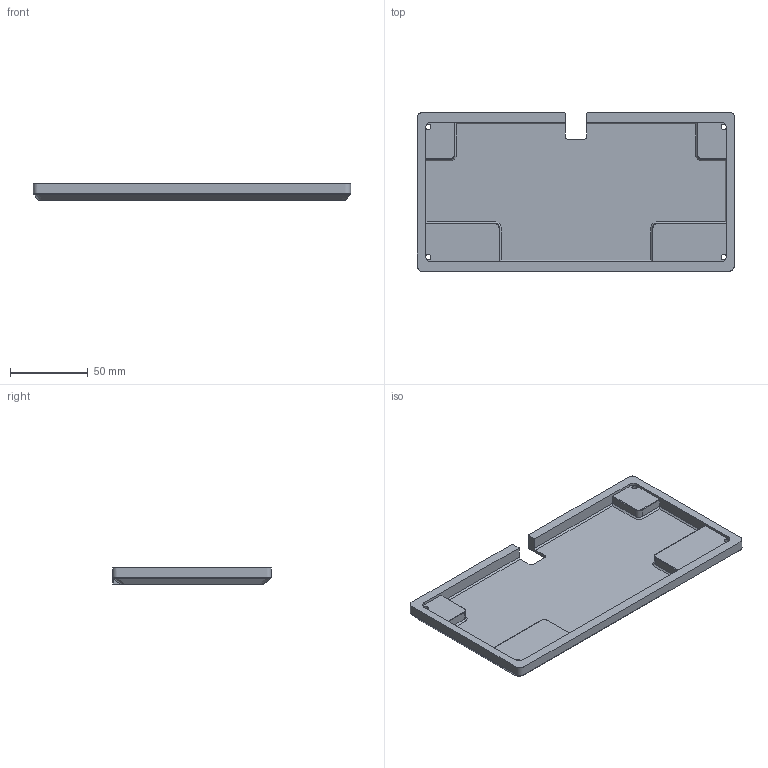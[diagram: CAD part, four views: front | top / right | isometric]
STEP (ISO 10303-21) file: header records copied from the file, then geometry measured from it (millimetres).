
FILE_DESCRIPTION(/* description */ (''),/* implementation_level */ '2;1');
FILE_NAME(/* name */ 'bottom.step',/* time_stamp */ '2025-06-22T22:45:23+02:00',/* author */ (''),/* organization */ (''),/* preprocessor_version */ 'ST-DEVELOPER v20.1',/* originating_system */ 'Autodesk Translation Framework v14.10.0.0',/* authorisation */ '');
FILE_SCHEMA (('AUTOMOTIVE_DESIGN { 1 0 10303 214 3 1 1 }'));
Length unit declared in the file: millimetre
Products named in the file (1): zodjöd case 1
Bounding box: 203.45 x 101.72 x 10.3 mm (x, y, z)
Volume: 76884.5 mm3; surface area: 50245 mm2
Topology: 1 solids, 1 shells, 148 faces, 364 edges, 224 vertices
Faces by surface type: plane 76, cylinder 26, cone 24, bspline 22
Full cylindrical faces by diameter (mm): 3.4 x4
Entity records: 6251 total; most frequent: CARTESIAN_POINT 2844, ORIENTED_EDGE 728, DIRECTION 633, EDGE_CURVE 364, LINE 227, VECTOR 227, VERTEX_POINT 224, AXIS2_PLACEMENT_3D 203
